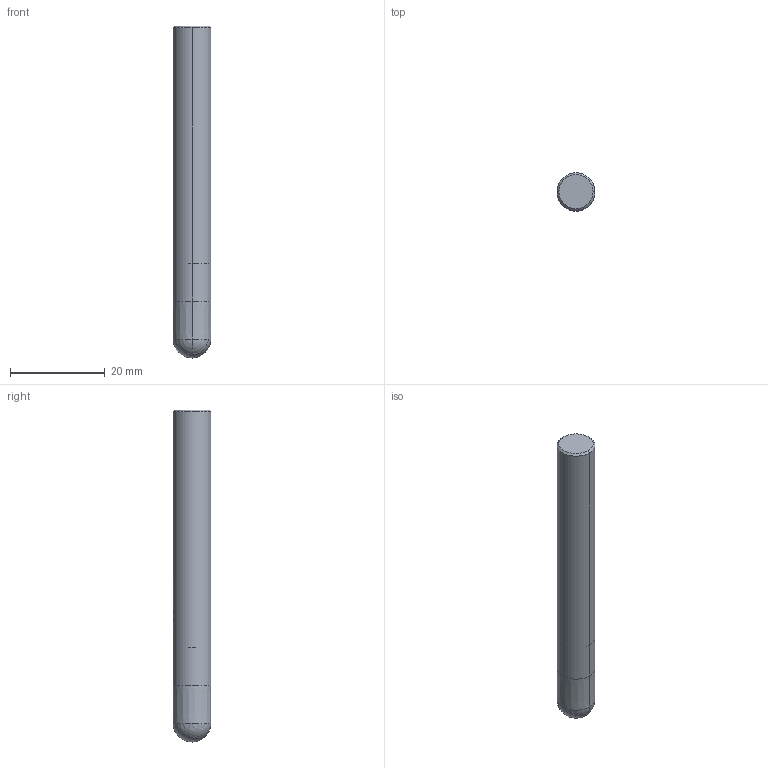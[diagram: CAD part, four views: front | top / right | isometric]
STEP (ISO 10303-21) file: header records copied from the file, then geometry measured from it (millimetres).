
FILE_DESCRIPTION(('no description'),'unknown implementation level');
FILE_NAME('solidlRaCb5P5v5V8BT8yXfl3TOnm7cU_1.STP',' ',('CIMSOURCE GmbH'),('CADClick - KiM GmbH - www.kimweb.de'),'unknown preprocess','ACIS','unknown authorization');
FILE_SCHEMA(('automotive_design'));
Length unit declared in the file: millimetre
Products named in the file (2): NOCUT; CUT
Bounding box: 8 x 8 x 70 mm (x, y, z)
Volume: 3449.3 mm3; surface area: 1905.4 mm2
Topology: 2 solids, 2 shells, 27 faces, 66 edges, 40 vertices
Faces by surface type: cylinder 12, plane 9, cone 4, sphere 2
Entity records: 1755 total; most frequent: CARTESIAN_POINT 363, DIRECTION 135, STYLED_ITEM 131, PRESENTATION_STYLE_ASSIGNMENT 131, COLOUR_RGB 131, ORIENTED_EDGE 124, EDGE_CURVE 62, CURVE_STYLE 62
